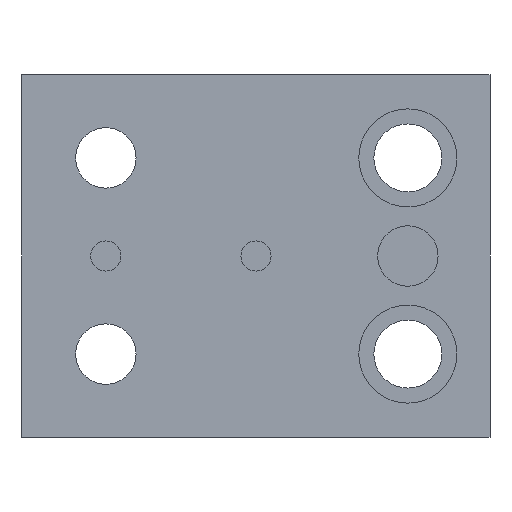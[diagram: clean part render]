
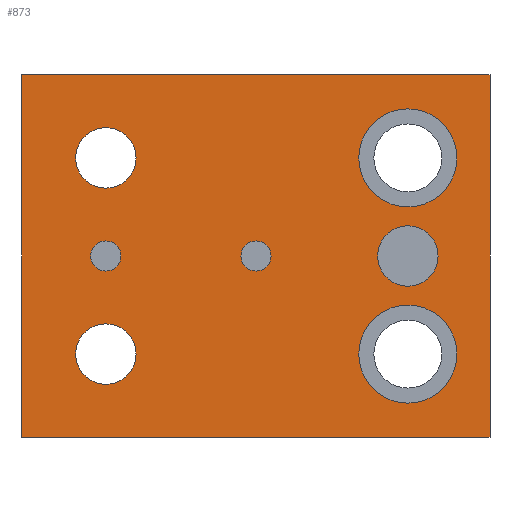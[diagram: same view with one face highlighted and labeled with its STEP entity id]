
A CAD part, front view. The second image highlights one B-rep face of the part: STEP entity #873.
In plain terms, the highlighted planar face has unit normal (0, -1, 0).
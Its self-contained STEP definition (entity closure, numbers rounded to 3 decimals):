
#171=CARTESIAN_POINT('POINT15',(10.805,-196.85,29.362
   ));
#172=VERTEX_POINT('VERTEX15',#171);
#180=CARTESIAN_POINT('POINT16',(21.123,-196.85,29.362
   ));
#181=VERTEX_POINT('VERTEX16',#180);
#188=CARTESIAN_POINT('POS22',(15.964,-196.85,29.362));
#189=DIRECTION('DIR41',(0.,-1.,0.));
#190=DIRECTION('DIR42',(1.,0.,0.));
#191=AXIS2_PLACEMENT_3D('AXIS20',#188,#189,#190);
#192=CIRCLE('ELLIPSE15',#191,5.159);
#193=EDGE_CURVE('EDGE17',#181,#172,#192,.T.);
#206=CARTESIAN_POINT('POS24',(15.964,-196.85,29.362));
#207=DIRECTION('DIR45',(0.,-1.,0.));
#208=DIRECTION('DIR46',(-1.,0.,0.));
#209=AXIS2_PLACEMENT_3D('AXIS22',#206,#207,#208);
#210=CIRCLE('ELLIPSE16',#209,5.159);
#211=EDGE_CURVE('EDGE18',#172,#181,#210,.T.);
#221=CARTESIAN_POINT('POINT17',(10.805,-196.85,8.738)
   );
#222=VERTEX_POINT('VERTEX17',#221);
#230=CARTESIAN_POINT('POINT18',(21.123,-196.85,8.738)
   );
#231=VERTEX_POINT('VERTEX18',#230);
#238=CARTESIAN_POINT('POS28',(15.964,-196.85,
   8.738));
#239=DIRECTION('DIR51',(0.,-1.,0.));
#240=DIRECTION('DIR52',(1.,0.,0.));
#241=AXIS2_PLACEMENT_3D('AXIS24',#238,#239,#240);
#242=CIRCLE('ELLIPSE17',#241,5.159);
#243=EDGE_CURVE('EDGE21',#231,#222,#242,.T.);
#256=CARTESIAN_POINT('POS30',(15.964,-196.85,
   8.738));
#257=DIRECTION('DIR55',(0.,-1.,0.));
#258=DIRECTION('DIR56',(-1.,0.,0.));
#259=AXIS2_PLACEMENT_3D('AXIS26',#256,#257,#258);
#260=CIRCLE('ELLIPSE18',#259,5.159);
#261=EDGE_CURVE('EDGE22',#222,#231,#260,.T.);
#271=CARTESIAN_POINT('POINT19',(12.789,-196.85,19.05));
#272=VERTEX_POINT('VERTEX19',#271);
#280=CARTESIAN_POINT('POINT20',(19.139,-196.85,19.05));
#281=VERTEX_POINT('VERTEX20',#280);
#288=CARTESIAN_POINT('POS34',(15.964,-196.85,19.05));
#289=DIRECTION('DIR61',(0.,-1.,0.));
#290=DIRECTION('DIR62',(1.,0.,0.));
#291=AXIS2_PLACEMENT_3D('AXIS28',#288,#289,#290);
#292=CIRCLE('ELLIPSE19',#291,3.175);
#293=EDGE_CURVE('EDGE25',#281,#272,#292,.T.);
#306=CARTESIAN_POINT('POS36',(15.964,-196.85,19.05));
#307=DIRECTION('DIR65',(0.,-1.,0.));
#308=DIRECTION('DIR66',(-1.,0.,0.));
#309=AXIS2_PLACEMENT_3D('AXIS30',#306,#307,#308);
#310=CIRCLE('ELLIPSE20',#309,3.175);
#311=EDGE_CURVE('EDGE26',#272,#281,#310,.T.);
#321=CARTESIAN_POINT('POINT21',(-1.588,-196.85,19.05));
#322=VERTEX_POINT('VERTEX21',#321);
#330=CARTESIAN_POINT('POINT22',(1.588,-196.85,19.05));
#331=VERTEX_POINT('VERTEX22',#330);
#338=CARTESIAN_POINT('POS40',(0.,-196.85,19.05));
#339=DIRECTION('DIR71',(0.,-1.,0.));
#340=DIRECTION('DIR72',(1.,0.,0.));
#341=AXIS2_PLACEMENT_3D('AXIS32',#338,#339,#340);
#342=CIRCLE('ELLIPSE21',#341,1.588);
#343=EDGE_CURVE('EDGE29',#331,#322,#342,.T.);
#356=CARTESIAN_POINT('POS42',(0.,-196.85,19.05));
#357=DIRECTION('DIR75',(0.,-1.,0.));
#358=DIRECTION('DIR76',(-1.,0.,0.));
#359=AXIS2_PLACEMENT_3D('AXIS34',#356,#357,#358);
#360=CIRCLE('ELLIPSE22',#359,1.588);
#361=EDGE_CURVE('EDGE30',#322,#331,#360,.T.);
#371=CARTESIAN_POINT('POINT23',(-17.374,-196.85,19.05));
#372=VERTEX_POINT('VERTEX23',#371);
#380=CARTESIAN_POINT('POINT24',(-14.199,-196.85,19.05));
#381=VERTEX_POINT('VERTEX24',#380);
#388=CARTESIAN_POINT('POS46',(-15.786,-196.85,19.05));
#389=DIRECTION('DIR81',(0.,-1.,0.));
#390=DIRECTION('DIR82',(1.,0.,0.));
#391=AXIS2_PLACEMENT_3D('AXIS36',#388,#389,#390);
#392=CIRCLE('ELLIPSE23',#391,1.588);
#393=EDGE_CURVE('EDGE33',#381,#372,#392,.T.);
#406=CARTESIAN_POINT('POS48',(-15.786,-196.85,19.05));
#407=DIRECTION('DIR85',(0.,-1.,0.));
#408=DIRECTION('DIR86',(-1.,0.,0.));
#409=AXIS2_PLACEMENT_3D('AXIS38',#406,#407,#408);
#410=CIRCLE('ELLIPSE24',#409,1.588);
#411=EDGE_CURVE('EDGE34',#372,#381,#410,.T.);
#587=CARTESIAN_POINT('POINT33',(-12.611,-196.85,29.362)
   );
#588=VERTEX_POINT('VERTEX33',#587);
#597=CARTESIAN_POINT('POINT35',(-18.961,-196.85,29.362)
   );
#598=VERTEX_POINT('VERTEX35',#597);
#599=CARTESIAN_POINT('POS71',(-15.786,-196.85,29.362));
#600=DIRECTION('DIR124',(0.,-1.,0.));
#601=DIRECTION('DIR125',(1.,0.,0.));
#602=AXIS2_PLACEMENT_3D('AXIS54',#599,#600,#601);
#603=CIRCLE('ELLIPSE33',#602,3.175);
#604=EDGE_CURVE('EDGE50',#588,#598,#603,.T.);
#630=CARTESIAN_POINT('POS75',(-15.786,-196.85,29.362));
#631=DIRECTION('DIR131',(0.,-1.,0.));
#632=DIRECTION('DIR132',(-1.,0.,0.));
#633=AXIS2_PLACEMENT_3D('AXIS57',#630,#631,#632);
#634=CIRCLE('ELLIPSE35',#633,3.175);
#635=EDGE_CURVE('EDGE53',#598,#588,#634,.T.);
#653=CARTESIAN_POINT('POINT37',(-12.611,-196.85,8.738))
   ;
#654=VERTEX_POINT('VERTEX37',#653);
#663=CARTESIAN_POINT('POINT39',(-18.961,-196.85,8.738))
   ;
#664=VERTEX_POINT('VERTEX39',#663);
#665=CARTESIAN_POINT('POS79',(-15.786,-196.85,
   8.738));
#666=DIRECTION('DIR138',(0.,-1.,0.));
#667=DIRECTION('DIR139',(1.,0.,0.));
#668=AXIS2_PLACEMENT_3D('AXIS60',#665,#666,#667);
#669=CIRCLE('ELLIPSE37',#668,3.175);
#670=EDGE_CURVE('EDGE56',#654,#664,#669,.T.);
#696=CARTESIAN_POINT('POS83',(-15.786,-196.85,
   8.738));
#697=DIRECTION('DIR145',(0.,-1.,0.));
#698=DIRECTION('DIR146',(-1.,0.,0.));
#699=AXIS2_PLACEMENT_3D('AXIS63',#696,#697,#698);
#700=CIRCLE('ELLIPSE39',#699,3.175);
#701=EDGE_CURVE('EDGE59',#664,#654,#700,.T.);
#719=CARTESIAN_POINT('POINT41',(24.6,-196.85,38.1));
#720=VERTEX_POINT('VERTEX41',#719);
#721=CARTESIAN_POINT('POINT42',(-24.6,-196.85,38.1));
#722=VERTEX_POINT('VERTEX42',#721);
#723=CARTESIAN_POINT('POS86',(24.6,-196.85,38.1));
#724=DIRECTION('DIR151',(-1.,0.,0.));
#725=VECTOR('VEC21',#724,25.4);
#726=LINE('STRAIGHT21',#723,#725);
#727=EDGE_CURVE('EDGE61',#720,#722,#726,.T.);
#791=CARTESIAN_POINT('POINT49',(-24.6,-196.85,0.));
#792=VERTEX_POINT('VERTEX49',#791);
#793=CARTESIAN_POINT('POS95',(-24.6,-196.85,0.));
#794=DIRECTION('DIR161',(0.,0.,1.));
#795=VECTOR('VEC29',#794,25.4);
#796=LINE('STRAIGHT29',#793,#795);
#797=EDGE_CURVE('EDGE69',#792,#722,#796,.T.);
#822=CARTESIAN_POINT('POINT51',(24.6,-196.85,0.));
#823=VERTEX_POINT('VERTEX51',#822);
#824=CARTESIAN_POINT('POS99',(24.6,-196.85,0.));
#825=DIRECTION('DIR166',(0.,0.,1.));
#826=VECTOR('VEC32',#825,25.4);
#827=LINE('STRAIGHT32',#824,#826);
#828=EDGE_CURVE('EDGE72',#823,#720,#827,.T.);
#829=ORIENTED_EDGE('COEDGE107',*,*,#828,.T.);
#830=ORIENTED_EDGE('COEDGE108',*,*,#727,.T.);
#831=ORIENTED_EDGE('COEDGE109',*,*,#797,.F.);
#832=CARTESIAN_POINT('POS100',(24.6,-196.85,0.));
#833=DIRECTION('DIR167',(-1.,0.,0.));
#834=VECTOR('VEC33',#833,25.4);
#835=LINE('STRAIGHT33',#832,#834);
#836=EDGE_CURVE('EDGE73',#823,#792,#835,.T.);
#837=ORIENTED_EDGE('COEDGE110',*,*,#836,.F.);
#838=EDGE_LOOP('NONE',(#829,#830,#831,#837));
#839=FACE_BOUND('LOOP1',#838,.T.);
#840=ORIENTED_EDGE('COEDGE111',*,*,#411,.F.);
#841=ORIENTED_EDGE('COEDGE112',*,*,#393,.F.);
#842=EDGE_LOOP('NONE',(#840,#841));
#843=FACE_BOUND('LOOP1',#842,.T.);
#844=ORIENTED_EDGE('COEDGE113',*,*,#361,.F.);
#845=ORIENTED_EDGE('COEDGE114',*,*,#343,.F.);
#846=EDGE_LOOP('NONE',(#844,#845));
#847=FACE_BOUND('LOOP1',#846,.T.);
#848=ORIENTED_EDGE('COEDGE115',*,*,#311,.F.);
#849=ORIENTED_EDGE('COEDGE116',*,*,#293,.F.);
#850=EDGE_LOOP('NONE',(#848,#849));
#851=FACE_BOUND('LOOP1',#850,.T.);
#852=ORIENTED_EDGE('COEDGE117',*,*,#701,.F.);
#853=ORIENTED_EDGE('COEDGE118',*,*,#670,.F.);
#854=EDGE_LOOP('NONE',(#852,#853));
#855=FACE_BOUND('LOOP1',#854,.T.);
#856=ORIENTED_EDGE('COEDGE119',*,*,#635,.F.);
#857=ORIENTED_EDGE('COEDGE120',*,*,#604,.F.);
#858=EDGE_LOOP('NONE',(#856,#857));
#859=FACE_BOUND('LOOP1',#858,.T.);
#860=ORIENTED_EDGE('COEDGE121',*,*,#261,.F.);
#861=ORIENTED_EDGE('COEDGE122',*,*,#243,.F.);
#862=EDGE_LOOP('NONE',(#860,#861));
#863=FACE_BOUND('LOOP1',#862,.T.);
#864=ORIENTED_EDGE('COEDGE123',*,*,#211,.F.);
#865=ORIENTED_EDGE('COEDGE124',*,*,#193,.F.);
#866=EDGE_LOOP('NONE',(#864,#865));
#867=FACE_BOUND('LOOP1',#866,.T.);
#868=CARTESIAN_POINT('POS101',(24.6,-196.85,0.));
#869=DIRECTION('DIR168',(0.,1.,0.));
#870=DIRECTION('DIR169',(1.,0.,0.));
#871=AXIS2_PLACEMENT_3D('AXIS68',#868,#869,#870);
#872=PLANE('PLANE8',#871);
#873=ADVANCED_FACE('FACE28',(#839,#843,#847,#851,#855,#859,#863,#867),
   #872,.F.);
